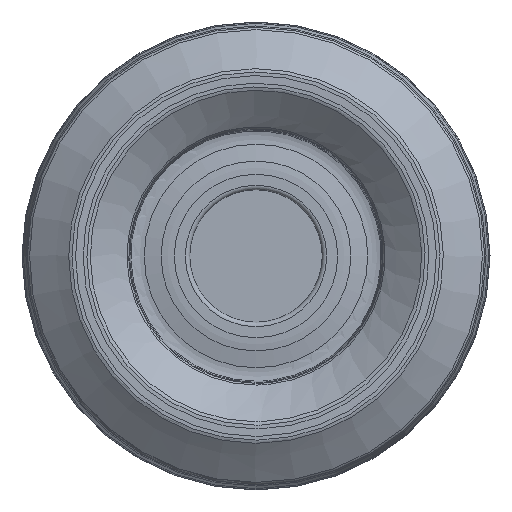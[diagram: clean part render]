
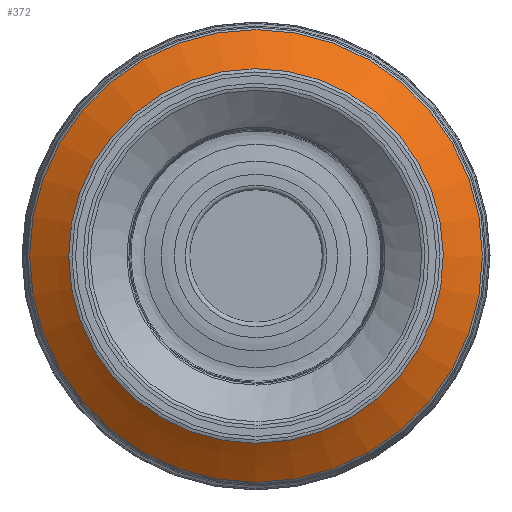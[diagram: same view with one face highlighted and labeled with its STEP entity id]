
A CAD part, left-side view. The second image highlights one B-rep face of the part: STEP entity #372.
In plain terms, the highlighted face is a revolution surface.
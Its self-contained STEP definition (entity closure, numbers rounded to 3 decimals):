
#113=SURFACE_OF_REVOLUTION('',#1056,#133);
#133=AXIS1_PLACEMENT('',#1941,#1381);
#211=FACE_BOUND('',#503,.T.);
#212=FACE_BOUND('',#504,.T.);
#372=ADVANCED_FACE('',(#211,#212),#113,.F.);
#503=EDGE_LOOP('',(#784));
#504=EDGE_LOOP('',(#785));
#579=CIRCLE('',#1150,30.753);
#580=CIRCLE('',#1151,25.442);
#784=ORIENTED_EDGE('',*,*,#1002,.T.);
#785=ORIENTED_EDGE('',*,*,#1001,.F.);
#890=VERTEX_POINT('',#1927);
#891=VERTEX_POINT('',#1935);
#1001=EDGE_CURVE('',#890,#890,#579,.T.);
#1002=EDGE_CURVE('',#891,#891,#580,.T.);
#1056=B_SPLINE_CURVE_WITH_KNOTS('',3,(#1936,#1937,#1938,#1939,#1940),
 .UNSPECIFIED.,.F.,.F.,(4,1,4),(0.,0.5,1.),.UNSPECIFIED.);
#1150=AXIS2_PLACEMENT_3D('',#1926,#1376,#1377);
#1151=AXIS2_PLACEMENT_3D('',#1934,#1379,#1380);
#1376=DIRECTION('',(1.,0.,0.));
#1377=DIRECTION('',(0.,0.,-1.));
#1379=DIRECTION('',(1.,0.,0.));
#1380=DIRECTION('',(0.,0.,-1.));
#1381=DIRECTION('',(1.,0.,0.));
#1926=CARTESIAN_POINT('',(3.888,0.,0.));
#1927=CARTESIAN_POINT('',(3.888,0.,-30.753));
#1934=CARTESIAN_POINT('',(0.158,0.,0.));
#1935=CARTESIAN_POINT('',(0.158,0.,-25.442));
#1936=CARTESIAN_POINT('',(3.888,-30.428,4.46));
#1937=CARTESIAN_POINT('',(3.302,-29.556,4.174));
#1938=CARTESIAN_POINT('',(2.079,-27.782,3.799));
#1939=CARTESIAN_POINT('',(0.801,-26.007,3.823));
#1940=CARTESIAN_POINT('',(0.158,-25.136,3.936));
#1941=CARTESIAN_POINT('',(0.,0.,0.));
